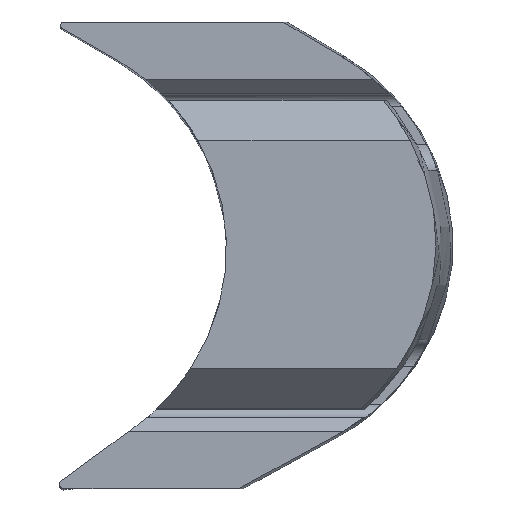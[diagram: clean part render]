
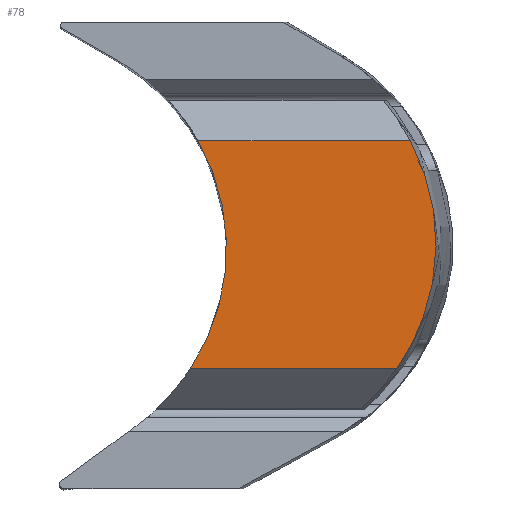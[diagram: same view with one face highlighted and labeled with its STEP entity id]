
A CAD part, top view. The second image highlights one B-rep face of the part: STEP entity #78.
In plain terms, the highlighted planar face has unit normal (0, 0, 1).
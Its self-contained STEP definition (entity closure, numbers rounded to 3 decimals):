
#78=ADVANCED_FACE('',(#166),#133,.F.);
#133=PLANE('',#1053);
#166=FACE_OUTER_BOUND('',#223,.T.);
#223=EDGE_LOOP('',(#516,#517,#518,#519));
#277=B_SPLINE_CURVE_WITH_KNOTS('',3,(#1600,#1601,#1602,#1603,#1604,#1605,
#1606,#1607,#1608,#1609,#1610,#1611,#1612,#1613,#1614,#1615,#1616,#1617,
#1618,#1619,#1620,#1621),.UNSPECIFIED.,.F.,.F.,(4,3,3,3,3,3,3,4),(0.,0.098,
0.249,0.399,0.55,0.701,
0.852,1.),.UNSPECIFIED.);
#351=LINE('',#1624,#421);
#352=LINE('',#1628,#422);
#421=VECTOR('',#1202,1.);
#422=VECTOR('',#1205,1.);
#516=ORIENTED_EDGE('',*,*,#909,.F.);
#517=ORIENTED_EDGE('',*,*,#910,.T.);
#518=ORIENTED_EDGE('',*,*,#911,.F.);
#519=ORIENTED_EDGE('',*,*,#912,.T.);
#809=VERTEX_POINT('',#1622);
#810=VERTEX_POINT('',#1623);
#811=VERTEX_POINT('',#1625);
#812=VERTEX_POINT('',#1627);
#909=EDGE_CURVE('',#809,#810,#277,.T.);
#910=EDGE_CURVE('',#809,#811,#351,.T.);
#911=EDGE_CURVE('',#812,#811,#1007,.T.);
#912=EDGE_CURVE('',#812,#810,#352,.T.);
#1007=CIRCLE('',#1052,8.131);
#1052=AXIS2_PLACEMENT_3D('',#1626,#1203,#1204);
#1053=AXIS2_PLACEMENT_3D('',#1629,#1206,#1207);
#1202=DIRECTION('',(-1.,0.,0.));
#1203=DIRECTION('',(0.,0.,1.));
#1204=DIRECTION('',(-1.,0.,0.));
#1205=DIRECTION('',(1.,0.,0.));
#1206=DIRECTION('',(0.,0.,-1.));
#1207=DIRECTION('',(-1.,0.,0.));
#1600=CARTESIAN_POINT('',(8.603,4.25,17.921));
#1601=CARTESIAN_POINT('',(8.741,3.993,17.921));
#1602=CARTESIAN_POINT('',(8.866,3.728,17.921));
#1603=CARTESIAN_POINT('',(8.975,3.457,17.921));
#1604=CARTESIAN_POINT('',(9.144,3.04,17.921));
#1605=CARTESIAN_POINT('',(9.279,2.607,17.921));
#1606=CARTESIAN_POINT('',(9.376,2.168,17.921));
#1607=CARTESIAN_POINT('',(9.474,1.728,17.921));
#1608=CARTESIAN_POINT('',(9.535,1.279,17.921));
#1609=CARTESIAN_POINT('',(9.558,0.83,17.921));
#1610=CARTESIAN_POINT('',(9.581,0.38,17.921));
#1611=CARTESIAN_POINT('',(9.567,-0.073,17.921));
#1612=CARTESIAN_POINT('',(9.516,-0.52,17.921));
#1613=CARTESIAN_POINT('',(9.465,-0.967,17.921));
#1614=CARTESIAN_POINT('',(9.376,-1.411,17.921));
#1615=CARTESIAN_POINT('',(9.251,-1.844,17.921));
#1616=CARTESIAN_POINT('',(9.126,-2.276,17.921));
#1617=CARTESIAN_POINT('',(8.965,-2.7,17.921));
#1618=CARTESIAN_POINT('',(8.771,-3.106,17.921));
#1619=CARTESIAN_POINT('',(8.58,-3.504,17.921));
#1620=CARTESIAN_POINT('',(8.356,-3.888,17.921));
#1621=CARTESIAN_POINT('',(8.103,-4.25,17.921));
#1622=CARTESIAN_POINT('',(8.603,4.25,17.921));
#1623=CARTESIAN_POINT('',(8.103,-4.25,17.921));
#1624=CARTESIAN_POINT('',(-0.408,4.25,17.921));
#1625=CARTESIAN_POINT('',(0.69,4.25,17.921));
#1626=CARTESIAN_POINT('',(-6.376,0.228,17.921));
#1627=CARTESIAN_POINT('',(0.41,-4.25,17.921));
#1628=CARTESIAN_POINT('',(0.,-4.25,17.921));
#1629=CARTESIAN_POINT('',(0.,0.,17.921));
